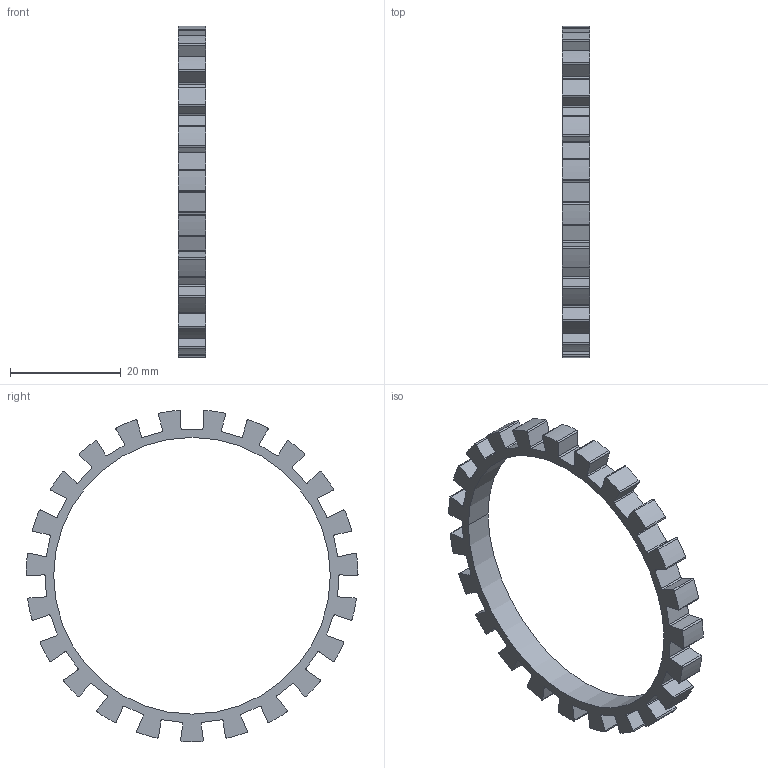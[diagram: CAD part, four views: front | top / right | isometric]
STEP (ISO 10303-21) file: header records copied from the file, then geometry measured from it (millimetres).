
FILE_DESCRIPTION(('CATIA V5 STEP Exchange'),'2;1');
FILE_NAME('WT_02005 (Front Speed Sensor Disc).stp','2022-11-15T18:38:04+00:00',('none'),('none'),'CATIA Version 5 Release 19 SP 2 (IN-10)','CATIA V5 STEP AP203','none');
FILE_SCHEMA(('CONFIG_CONTROL_DESIGN'));
Length unit declared in the file: millimetre
Products named in the file (1): WT_02005
Bounding box: 5 x 60 x 59.91 mm (x, y, z)
Volume: 2719.4 mm3; surface area: 3551.2 mm2
Topology: 1 solids, 1 shells, 188 faces, 558 edges, 372 vertices
Faces by surface type: cylinder 117, plane 71
Entity records: 6093 total; most frequent: ORIENTED_EDGE 1116, CARTESIAN_POINT 1096, DIRECTION 888, EDGE_CURVE 558, AXIS2_PLACEMENT_3D 400, VERTEX_POINT 372, VECTOR 324, LINE 324
